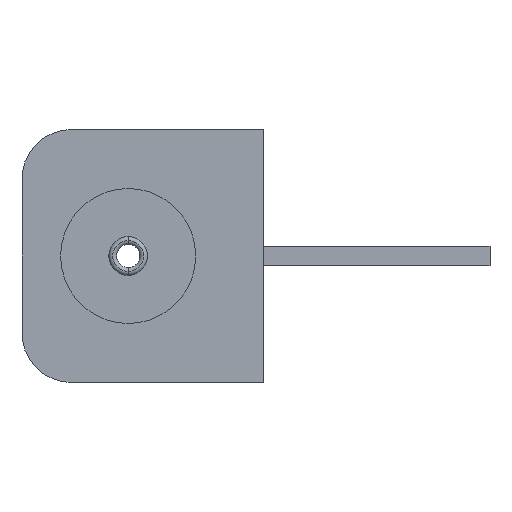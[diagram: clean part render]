
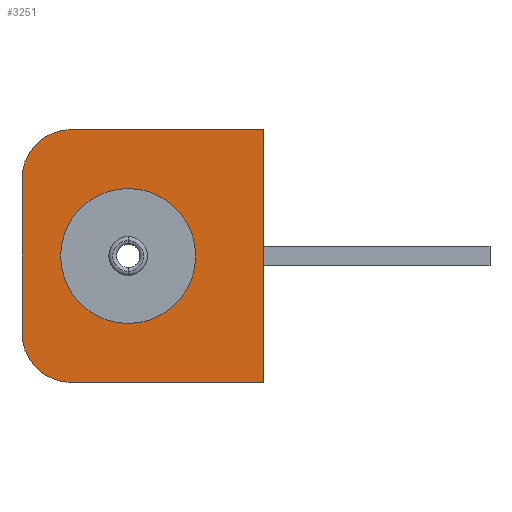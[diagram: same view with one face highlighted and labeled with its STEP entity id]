
A CAD part, left-side view. The second image highlights one B-rep face of the part: STEP entity #3251.
In plain terms, the highlighted planar face has unit normal (-1, 0, 0).
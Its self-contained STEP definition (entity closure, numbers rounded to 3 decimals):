
#78 = EDGE_LOOP ( 'NONE', ( #1591, #3622 ) ) ;
#168 = VERTEX_POINT ( 'NONE', #3546 ) ;
#370 = CARTESIAN_POINT ( 'NONE',  ( -17.9, 9.95, 4. ) ) ;
#394 = DIRECTION ( 'NONE',  ( 0., 0., -1. ) ) ;
#709 = LINE ( 'NONE', #1161, #4540 ) ;
#758 = EDGE_CURVE ( 'NONE', #3890, #2165, #4373, .T. ) ;
#920 = LINE ( 'NONE', #3792, #2276 ) ;
#921 = PLANE ( 'NONE',  #2186 ) ;
#963 = VERTEX_POINT ( 'NONE', #3981 ) ;
#973 = EDGE_CURVE ( 'NONE', #2988, #3096, #2426, .T. ) ;
#1030 = EDGE_CURVE ( 'NONE', #2988, #963, #709, .T. ) ;
#1031 = VERTEX_POINT ( 'NONE', #1301 ) ;
#1058 = CARTESIAN_POINT ( 'NONE',  ( -17.9, 0., 6.55 ) ) ;
#1064 = AXIS2_PLACEMENT_3D ( 'NONE', #3247, #2101, #3988 ) ;
#1124 = AXIS2_PLACEMENT_3D ( 'NONE', #2692, #3443, #4176 ) ;
#1146 = CARTESIAN_POINT ( 'NONE',  ( -17.9, 7., 0. ) ) ;
#1161 = CARTESIAN_POINT ( 'NONE',  ( -17.9, 12.5, 0. ) ) ;
#1231 = AXIS2_PLACEMENT_3D ( 'NONE', #370, #4746, #4044 ) ;
#1301 = CARTESIAN_POINT ( 'NONE',  ( -17.9, 0., -6.55 ) ) ;
#1311 = DIRECTION ( 'NONE',  ( 0., 0., -1. ) ) ;
#1409 = EDGE_CURVE ( 'NONE', #168, #1031, #1457, .T. ) ;
#1457 = LINE ( 'NONE', #1058, #3703 ) ;
#1479 = ORIENTED_EDGE ( 'NONE', *, *, #1030, .F. ) ;
#1515 = EDGE_CURVE ( 'NONE', #2165, #3890, #4691, .T. ) ;
#1550 = CIRCLE ( 'NONE', #1231, 2.55 ) ;
#1565 = CARTESIAN_POINT ( 'NONE',  ( -17.9, 7., 3.5 ) ) ;
#1591 = ORIENTED_EDGE ( 'NONE', *, *, #758, .T. ) ;
#1736 = LINE ( 'NONE', #3730, #3400 ) ;
#1794 = DIRECTION ( 'NONE',  ( 0., 0., -1. ) ) ;
#1832 = DIRECTION ( 'NONE',  ( 0., -1., 0. ) ) ;
#1945 = ORIENTED_EDGE ( 'NONE', *, *, #1409, .F. ) ;
#1981 = CARTESIAN_POINT ( 'NONE',  ( -17.9, 7., -3.5 ) ) ;
#2101 = DIRECTION ( 'NONE',  ( 1., 0., 0. ) ) ;
#2165 = VERTEX_POINT ( 'NONE', #1565 ) ;
#2186 = AXIS2_PLACEMENT_3D ( 'NONE', #4279, #3132, #1311 ) ;
#2206 = DIRECTION ( 'NONE',  ( 1., 0., 0. ) ) ;
#2215 = ORIENTED_EDGE ( 'NONE', *, *, #3541, .F. ) ;
#2276 = VECTOR ( 'NONE', #4117, 1000. ) ;
#2298 = ORIENTED_EDGE ( 'NONE', *, *, #4369, .F. ) ;
#2306 = ORIENTED_EDGE ( 'NONE', *, *, #973, .T. ) ;
#2346 = ORIENTED_EDGE ( 'NONE', *, *, #4481, .T. ) ;
#2352 = AXIS2_PLACEMENT_3D ( 'NONE', #1146, #2206, #394 ) ;
#2424 = CARTESIAN_POINT ( 'NONE',  ( -17.9, 12.5, -4. ) ) ;
#2426 = CIRCLE ( 'NONE', #1124, 2.55 ) ;
#2692 = CARTESIAN_POINT ( 'NONE',  ( -17.9, 9.95, -4. ) ) ;
#2988 = VERTEX_POINT ( 'NONE', #2424 ) ;
#3061 = FACE_OUTER_BOUND ( 'NONE', #3330, .T. ) ;
#3096 = VERTEX_POINT ( 'NONE', #3413 ) ;
#3132 = DIRECTION ( 'NONE',  ( -1., 0., 0. ) ) ;
#3247 = CARTESIAN_POINT ( 'NONE',  ( -17.9, 7., 0. ) ) ;
#3251 = ADVANCED_FACE ( 'NONE', ( #4148, #3061 ), #921, .T. ) ;
#3330 = EDGE_LOOP ( 'NONE', ( #1945, #2215, #2298, #1479, #2306, #2346 ) ) ;
#3342 = CARTESIAN_POINT ( 'NONE',  ( -17.9, 9.95, 6.55 ) ) ;
#3400 = VECTOR ( 'NONE', #1832, 1000. ) ;
#3413 = CARTESIAN_POINT ( 'NONE',  ( -17.9, 9.95, -6.55 ) ) ;
#3443 = DIRECTION ( 'NONE',  ( -1., 0., 0. ) ) ;
#3541 = EDGE_CURVE ( 'NONE', #4150, #168, #1736, .T. ) ;
#3546 = CARTESIAN_POINT ( 'NONE',  ( -17.9, 0., 6.55 ) ) ;
#3622 = ORIENTED_EDGE ( 'NONE', *, *, #1515, .T. ) ;
#3703 = VECTOR ( 'NONE', #1794, 1000. ) ;
#3730 = CARTESIAN_POINT ( 'NONE',  ( -17.9, 9.95, 6.55 ) ) ;
#3792 = CARTESIAN_POINT ( 'NONE',  ( -17.9, 9.95, -6.55 ) ) ;
#3890 = VERTEX_POINT ( 'NONE', #1981 ) ;
#3981 = CARTESIAN_POINT ( 'NONE',  ( -17.9, 12.5, 4. ) ) ;
#3988 = DIRECTION ( 'NONE',  ( 0., 0., -1. ) ) ;
#4044 = DIRECTION ( 'NONE',  ( 0., 0., -1. ) ) ;
#4117 = DIRECTION ( 'NONE',  ( 0., -1., 0. ) ) ;
#4148 = FACE_BOUND ( 'NONE', #78, .T. ) ;
#4150 = VERTEX_POINT ( 'NONE', #3342 ) ;
#4176 = DIRECTION ( 'NONE',  ( 0., 0., 1. ) ) ;
#4279 = CARTESIAN_POINT ( 'NONE',  ( -17.9, 9.95, 4. ) ) ;
#4369 = EDGE_CURVE ( 'NONE', #963, #4150, #1550, .T. ) ;
#4373 = CIRCLE ( 'NONE', #1064, 3.5 ) ;
#4481 = EDGE_CURVE ( 'NONE', #3096, #1031, #920, .T. ) ;
#4540 = VECTOR ( 'NONE', #4546, 1000. ) ;
#4546 = DIRECTION ( 'NONE',  ( 0., 0., 1. ) ) ;
#4691 = CIRCLE ( 'NONE', #2352, 3.5 ) ;
#4746 = DIRECTION ( 'NONE',  ( 1., 0., 0. ) ) ;
